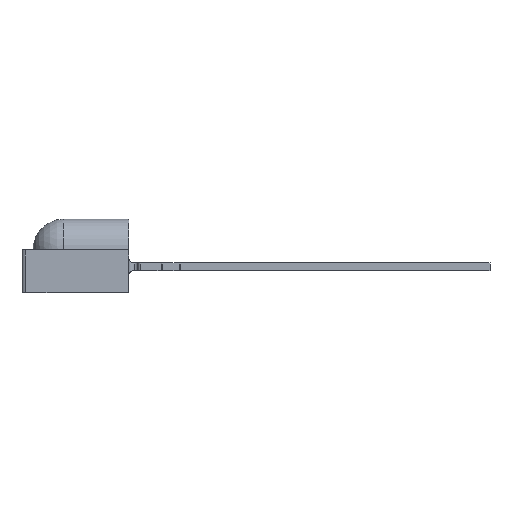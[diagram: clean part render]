
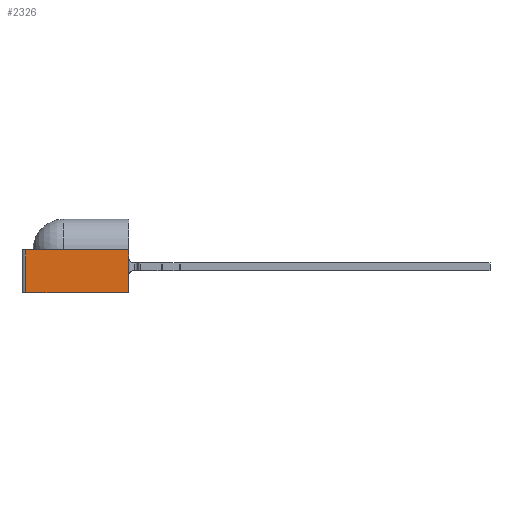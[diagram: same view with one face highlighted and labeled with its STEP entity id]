
A CAD part, left-side view. The second image highlights one B-rep face of the part: STEP entity #2326.
In plain terms, the highlighted planar face has unit normal (-1, 0, 0).
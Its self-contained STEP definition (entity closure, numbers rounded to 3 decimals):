
#65 = DIRECTION ( 'NONE',  ( 1., 0., 0. ) ) ;
#90 = FACE_OUTER_BOUND ( 'NONE', #2221, .T. ) ;
#322 = VECTOR ( 'NONE', #3307, 1000. ) ;
#446 = CARTESIAN_POINT ( 'NONE',  ( -2.5, -3.475, 2.8 ) ) ;
#451 = VECTOR ( 'NONE', #1764, 1000. ) ;
#555 = EDGE_CURVE ( 'NONE', #3061, #4205, #1835, .T. ) ;
#731 = ORIENTED_EDGE ( 'NONE', *, *, #3900, .F. ) ;
#775 = LINE ( 'NONE', #2508, #3289 ) ;
#1027 = VERTEX_POINT ( 'NONE', #3078 ) ;
#1086 = CARTESIAN_POINT ( 'NONE',  ( -2.5, -3.475, 2.8 ) ) ;
#1087 = DIRECTION ( 'NONE',  ( 0., 0., -1. ) ) ;
#1137 = CARTESIAN_POINT ( 'NONE',  ( -2.5, 3.225, 2.8 ) ) ;
#1191 = AXIS2_PLACEMENT_3D ( 'NONE', #446, #65, #1087 ) ;
#1495 = CARTESIAN_POINT ( 'NONE',  ( -2.5, 3.225, 2.8 ) ) ;
#1764 = DIRECTION ( 'NONE',  ( 0., 0., -1. ) ) ;
#1835 = LINE ( 'NONE', #1137, #451 ) ;
#2197 = ORIENTED_EDGE ( 'NONE', *, *, #3134, .T. ) ;
#2221 = EDGE_LOOP ( 'NONE', ( #4038, #3841, #2197, #731 ) ) ;
#2326 = ADVANCED_FACE ( 'NONE', ( #90 ), #3306, .F. ) ;
#2476 = CARTESIAN_POINT ( 'NONE',  ( -2.5, -3.475, 2.8 ) ) ;
#2508 = CARTESIAN_POINT ( 'NONE',  ( -2.5, -3.475, 2.8 ) ) ;
#2602 = CARTESIAN_POINT ( 'NONE',  ( -2.5, -3.475, 0. ) ) ;
#2608 = VECTOR ( 'NONE', #3666, 1000. ) ;
#3061 = VERTEX_POINT ( 'NONE', #1495 ) ;
#3078 = CARTESIAN_POINT ( 'NONE',  ( -2.5, -3.475, 0. ) ) ;
#3134 = EDGE_CURVE ( 'NONE', #4205, #1027, #4167, .T. ) ;
#3220 = CARTESIAN_POINT ( 'NONE',  ( -2.5, 3.225, 0. ) ) ;
#3289 = VECTOR ( 'NONE', #3798, 1000. ) ;
#3306 = PLANE ( 'NONE',  #1191 ) ;
#3307 = DIRECTION ( 'NONE',  ( 0., -1., 0. ) ) ;
#3617 = EDGE_CURVE ( 'NONE', #3061, #4147, #775, .T. ) ;
#3666 = DIRECTION ( 'NONE',  ( 0., 0., -1. ) ) ;
#3798 = DIRECTION ( 'NONE',  ( 0., -1., 0. ) ) ;
#3841 = ORIENTED_EDGE ( 'NONE', *, *, #555, .T. ) ;
#3900 = EDGE_CURVE ( 'NONE', #4147, #1027, #3950, .T. ) ;
#3950 = LINE ( 'NONE', #1086, #2608 ) ;
#4038 = ORIENTED_EDGE ( 'NONE', *, *, #3617, .F. ) ;
#4147 = VERTEX_POINT ( 'NONE', #2476 ) ;
#4167 = LINE ( 'NONE', #2602, #322 ) ;
#4205 = VERTEX_POINT ( 'NONE', #3220 ) ;
